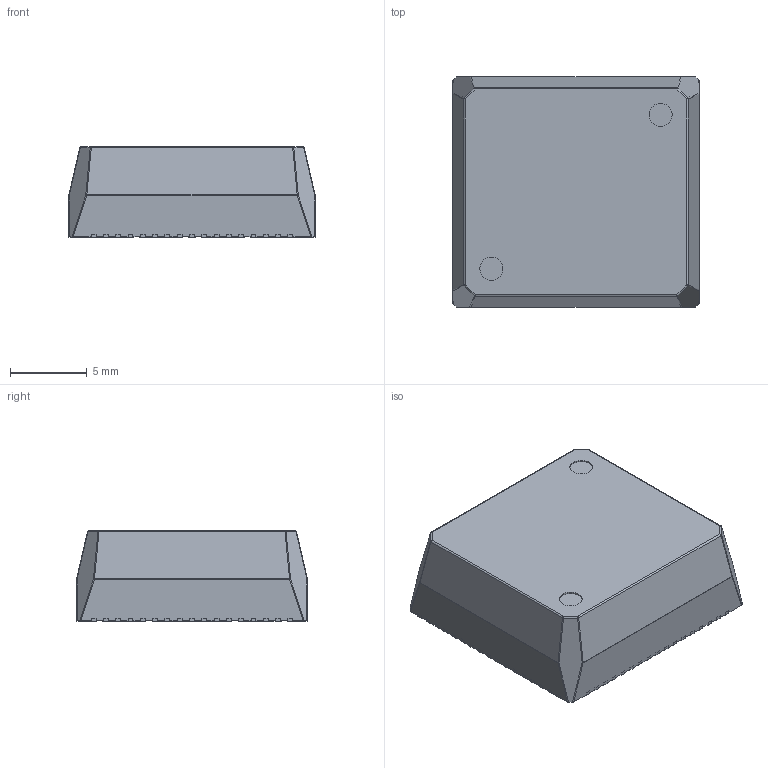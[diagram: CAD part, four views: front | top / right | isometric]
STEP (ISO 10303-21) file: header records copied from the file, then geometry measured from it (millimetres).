
FILE_DESCRIPTION((''),'2;1');
FILE_NAME('RLG0072A_ASM','2015-03-16T',('a0412086'),(''),'PRO/ENGINEER BY PARAMETRIC TECHNOLOGY CORPORATION, 2011490','PRO/ENGINEER BY PARAMETRIC TECHNOLOGY CORPORATION, 2011490','');
FILE_SCHEMA(('AUTOMOTIVE_DESIGN { 1 0 10303 214 1 1 1 1 }'));
Length unit declared in the file: millimetre
Products named in the file (3): FRAME; MOLD; RLG0072A_ASM
Assembly tree (2 placements, depth 2):
  RLG0072A_ASM
    FRAME
    MOLD
Bounding box: 16 x 15 x 5.9 mm (x, y, z)
Volume: 1330.7 mm3; surface area: 1014.2 mm2
Topology: 73 solids, 73 shells, 1616 faces, 4332 edges, 2872 vertices
Faces by surface type: plane 1322, cylinder 278, sphere 16
Entity records: 63941 total; most frequent: CARTESIAN_POINT 8840, ORIENTED_EDGE 8664, DIRECTION 8114, PRESENTATION_STYLE_ASSIGNMENT 4405, STYLED_ITEM 4405, CURVE_STYLE 4332, EDGE_CURVE 4332, VECTOR 3776
